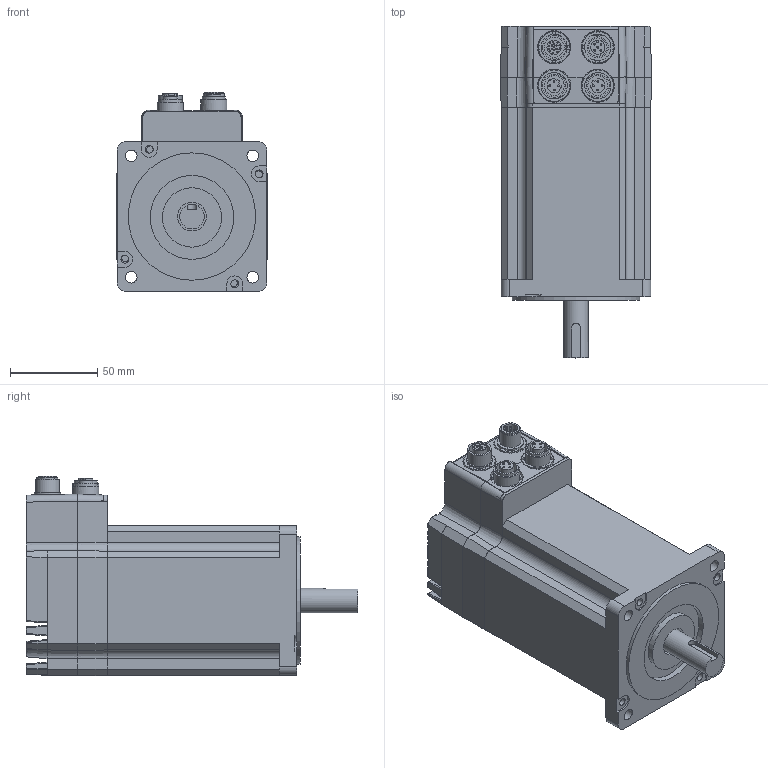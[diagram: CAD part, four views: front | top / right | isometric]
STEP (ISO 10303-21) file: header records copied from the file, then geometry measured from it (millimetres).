
FILE_DESCRIPTION(/* description */ ('Unknown','CAx-IF Rec.Pracs.---Representation and Presentation of Product Manufacturing Information (PMI)---4.0---2014-10-13','CAx-IF Rec.Pracs.---3D Tessellated Geometry---0.4---2014-09-14','2;1'),/* implementation_level */ '2;1');
FILE_NAME(/* name */ 'MIS342C14xxxx85',/* time_stamp */ '2021-07-26T09:21:48+02:00',/* author */ ('Unknown'),/* organization */ ('Unknown'),/* preprocessor_version */ 'ST-DEVELOPER v16.7',/* originating_system */ 'Solid Edge',/* authorisation */ 'Unknown');
FILE_SCHEMA (('AP242_MANAGED_MODEL_BASED_3D_ENGINEERING_MIM_LF { 1 0 10303 442 1 1 4 }'));
Length unit declared in the file: millimetre
Products named in the file (8): MIS342C14xxxx85; MIS342 motor single shaft; MIS34 house; MM3831; PWR 5 pin male; MM3830; IO RS485 17 pin female; Ethernet 4 pin female
Assembly tree (8 placements, depth 3):
  MIS342C14xxxx85
    MIS342 motor single shaft
    MIS34 house
      MM3831
      PWR 5 pin male
      MM3830
      IO RS485 17 pin female
      Ethernet 4 pin female  x2
Bounding box: 86.41 x 190.1 x 114.53 mm (x, y, z)
Volume: 1046433.4 mm3; surface area: 130874.9 mm2
Topology: 7 solids, 8 shells, 1070 faces, 2574 edges, 1587 vertices
Faces by surface type: plane 484, cylinder 418, sphere 109, cone 30, bspline 22, torus 7
Full cylindrical faces by diameter (mm): 0.7 x17, 1 x17, 3 x5, 4.3 x4, 4.4 x4, 6.6 x4, 8.2 x1, 10.6 x1, 11.5 x3, 12 x1, 13.3 x2, 13.6 x1, 14 x1, 16 x1, 16.5 x1, 18 x4, 19 x4, 34 x1, 48 x1, 73 x1
Entity records: 31907 total; most frequent: CARTESIAN_POINT 5387, DIRECTION 5252, ORIENTED_EDGE 4724, EDGE_CURVE 2362, AXIS2_PLACEMENT_3D 1931, VERTEX_POINT 1490, LINE 1390, VECTOR 1390
